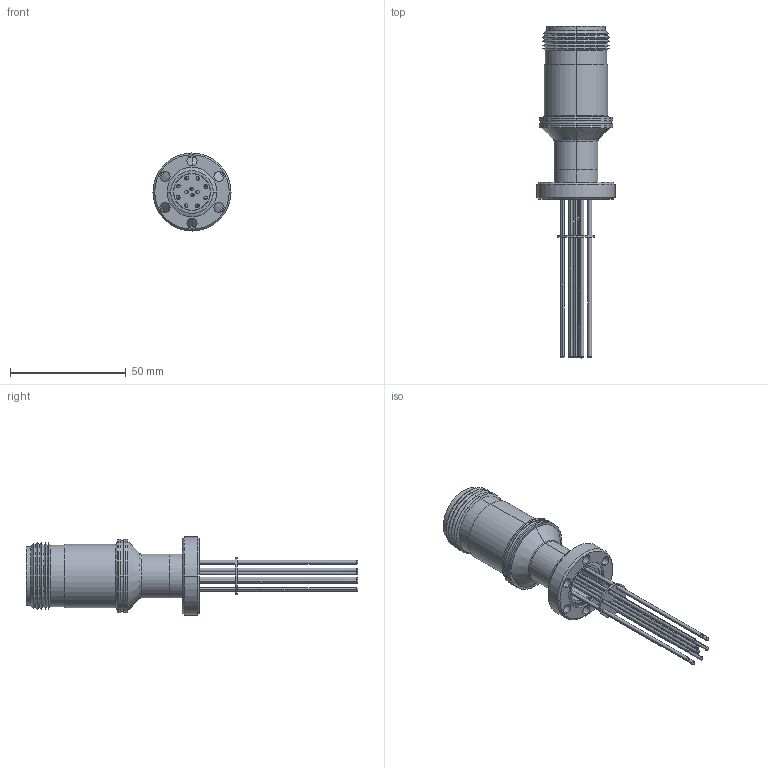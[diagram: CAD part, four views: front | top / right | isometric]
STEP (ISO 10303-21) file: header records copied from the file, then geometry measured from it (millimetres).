
FILE_DESCRIPTION (( 'STEP AP203' ), '1' );
FILE_NAME ('A3532-1-CF.STEP', '2013-03-26T12:21:37', ( '' ), ( '' ), 'SwSTEP 2.0', 'SolidWorks 2012', '' );
FILE_SCHEMA (( 'CONFIG_CONTROL_DESIGN' ));
Length unit declared in the file: inch
Products named in the file (1): A3532-1-CF
Bounding box: 33.78 x 143.64 x 33.78 mm (x, y, z)
Volume: 17007 mm3; surface area: 29285.4 mm2
Topology: 35 solids, 35 shells, 526 faces, 1268 edges, 792 vertices
Faces by surface type: cylinder 308, plane 78, cone 72, bspline 68
Entity records: 16751 total; most frequent: CARTESIAN_POINT 4680, DIRECTION 2588, ORIENTED_EDGE 2472, EDGE_CURVE 1236, AXIS2_PLACEMENT_3D 1093, VERTEX_POINT 792, EDGE_LOOP 636, CIRCLE 634
